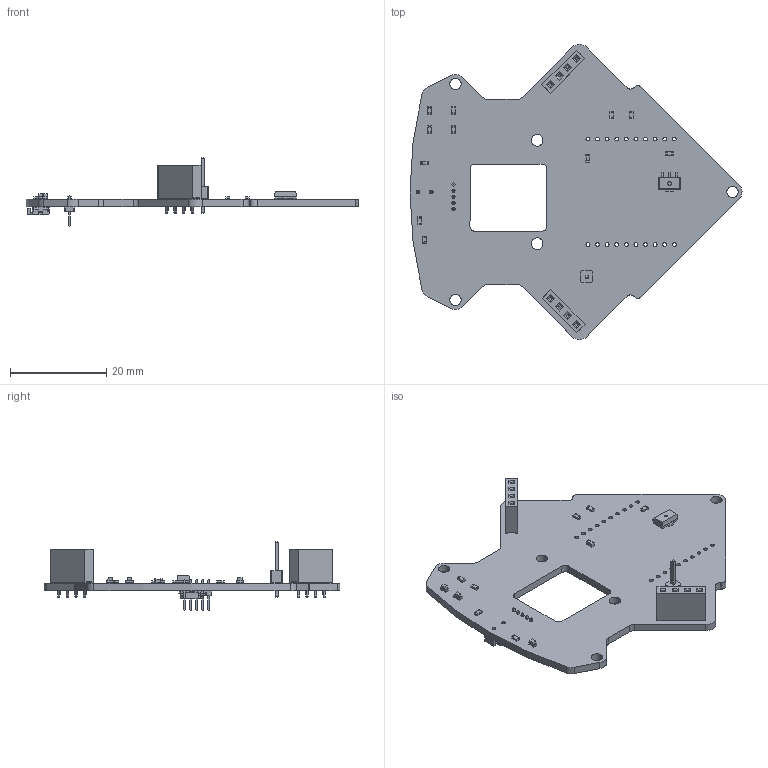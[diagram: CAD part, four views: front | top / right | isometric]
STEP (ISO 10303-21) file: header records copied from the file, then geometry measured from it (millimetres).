
FILE_DESCRIPTION(('KiCad electronic assembly'),'2;1');
FILE_NAME('xbee-gyro20220207.step','2023-03-07T22:47:45',('Pcbnew'),( 'Kicad'),'Open CASCADE STEP processor 7.6','KiCad to STEP converter' ,'Unknown');
FILE_SCHEMA(('AUTOMOTIVE_DESIGN { 1 0 10303 214 1 1 1 1 }'));
Length unit declared in the file: millimetre
Products named in the file (18): xbee-gyro20220207 1; LED_0603_1608Metric; SOLID; PinSocket_1x04_P2.54mm_Vertical; R_0603_1608Metric; SOT-89-3; PinHeader_1x01_P2.54mm_Vertical; C_0603_1608Metric; THAU13-AB-R; PinHeader_1x05_P1.27mm_Vertical; xbee-gyro PCB
Assembly tree (26 placements, depth 3):
  xbee-gyro20220207 1
    LED_0603_1608Metric  x3
      SOLID
    PinSocket_1x04_P2.54mm_Vertical  x2
      SOLID
    R_0603_1608Metric  x7
      SOLID
    SOT-89-3
      SOLID
    PinHeader_1x01_P2.54mm_Vertical
      SOLID
    C_0603_1608Metric
      SOLID
    THAU13-AB-R
      SOLID
    PinHeader_1x05_P1.27mm_Vertical
      SOLID
    xbee-gyro PCB
Bounding box: 69.16 x 61.59 x 14.24 mm (x, y, z)
Volume: 4331.9 mm3; surface area: 6506.4 mm2
Topology: 18 solids, 18 shells, 1187 faces, 3166 edges, 2055 vertices
Faces by surface type: plane 992, cylinder 189, cone 4, bspline 2
Full cylindrical faces by diameter (mm): 0.65 x5, 0.7 x1, 0.75 x2, 0.8 x20, 1 x9, 2.4 x5
Entity records: 56449 total; most frequent: CARTESIAN_POINT 9235, DIRECTION 8264, LINE 5912, VECTOR 5912, ORIENTED_EDGE 4296, PCURVE 4296, DEFINITIONAL_REPRESENTATION 4296, EDGE_CURVE 2148
